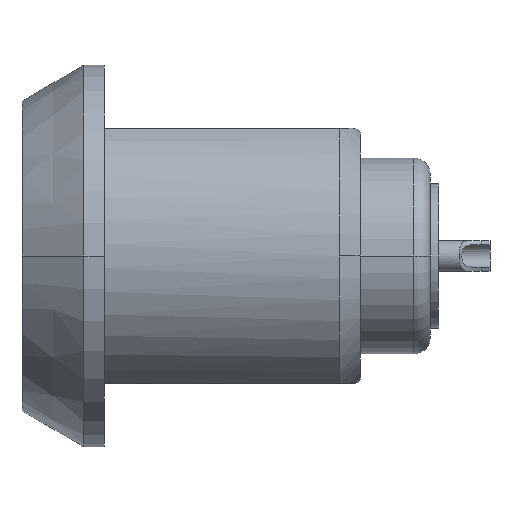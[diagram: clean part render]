
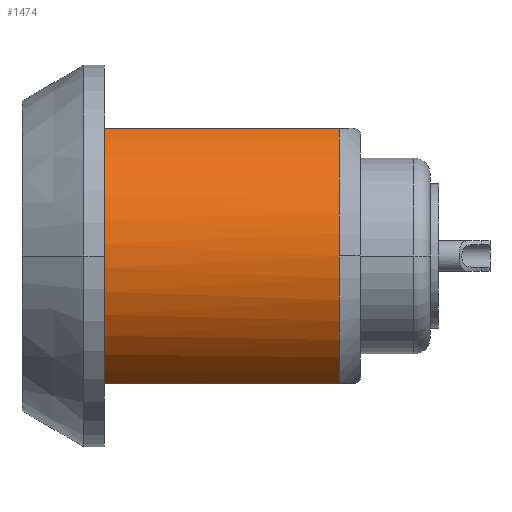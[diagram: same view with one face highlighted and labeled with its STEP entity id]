
A CAD part, front view. The second image highlights one B-rep face of the part: STEP entity #1474.
In plain terms, the highlighted cylindrical face has radius 7 mm (diameter 14 mm), a partial arc.
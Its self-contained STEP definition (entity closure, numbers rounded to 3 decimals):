
#235=CARTESIAN_POINT('',(0.,0.,0.));
#236=DIRECTION('',(-1.,0.,0.));
#237=DIRECTION('',(0.,-1.,0.));
#238=AXIS2_PLACEMENT_3D('',#235,#236,#237);
#240=CARTESIAN_POINT('',(0.,0.,0.));
#241=DIRECTION('',(-1.,0.,0.));
#242=DIRECTION('',(0.,-0.464,-0.886));
#243=AXIS2_PLACEMENT_3D('',#240,#241,#242);
#245=DIRECTION('',(1.,0.,0.));
#246=VECTOR('',#245,11.4);
#247=CARTESIAN_POINT('',(-11.4,-3.25,-6.2));
#248=LINE('',#247,#246);
#249=CARTESIAN_POINT('',(-11.4,0.,0.));
#250=DIRECTION('',(-1.,0.,0.));
#251=DIRECTION('',(0.,-0.464,-0.886));
#252=AXIS2_PLACEMENT_3D('',#249,#250,#251);
#254=DIRECTION('',(1.,0.,0.));
#255=VECTOR('',#254,11.4);
#256=CARTESIAN_POINT('',(-11.4,-3.25,6.2));
#257=LINE('',#256,#255);
#942=CARTESIAN_POINT('',(-11.4,-3.25,6.2));
#943=CARTESIAN_POINT('',(0.,-3.25,6.2));
#944=VERTEX_POINT('',#942);
#945=VERTEX_POINT('',#943);
#946=CARTESIAN_POINT('',(-11.4,-3.25,-6.2));
#947=CARTESIAN_POINT('',(0.,-3.25,-6.2));
#948=VERTEX_POINT('',#946);
#949=VERTEX_POINT('',#947);
#978=CARTESIAN_POINT('',(0.,-7.,
0.));
#979=VERTEX_POINT('',#978);
#1459=CARTESIAN_POINT('',(-16.39,0.,0.));
#1460=DIRECTION('',(1.,0.,0.));
#1461=DIRECTION('',(0.,-1.,0.));
#1462=AXIS2_PLACEMENT_3D('',#1459,#1460,#1461);
#1463=CYLINDRICAL_SURFACE('',#1462,7.);
#1464=ORIENTED_EDGE('',*,*,#1402,.F.);
#1466=ORIENTED_EDGE('',*,*,#1465,.F.);
#1468=ORIENTED_EDGE('',*,*,#1467,.F.);
#1470=ORIENTED_EDGE('',*,*,#1469,.T.);
#1471=ORIENTED_EDGE('',*,*,#1422,.T.);
#1472=EDGE_LOOP('',(#1464,#1466,#1468,#1470,#1471));
#1473=FACE_OUTER_BOUND('',#1472,.F.);
#239=CIRCLE('',#238,7.);
#244=CIRCLE('',#243,7.);
#253=CIRCLE('',#252,7.);
#1402=EDGE_CURVE('',#979,#945,#239,.T.);
#1422=EDGE_CURVE('',#944,#945,#257,.T.);
#1465=EDGE_CURVE('',#949,#979,#244,.T.);
#1467=EDGE_CURVE('',#948,#949,#248,.T.);
#1469=EDGE_CURVE('',#948,#944,#253,.T.);
#1474=ADVANCED_FACE('',(#1473),#1463,.T.);
